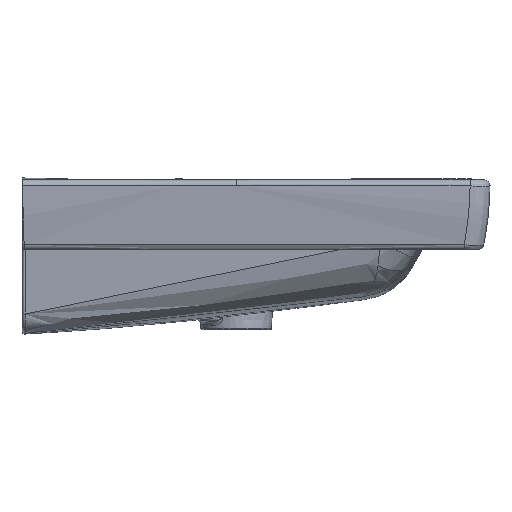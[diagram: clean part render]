
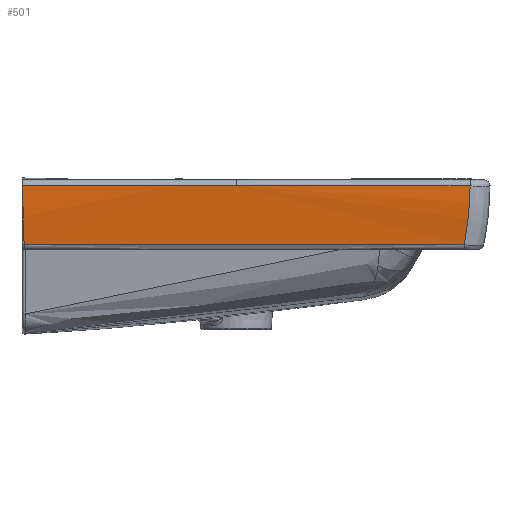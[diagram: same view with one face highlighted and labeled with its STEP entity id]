
A CAD part, left-side view. The second image highlights one B-rep face of the part: STEP entity #501.
In plain terms, the highlighted face is a extrusion surface.
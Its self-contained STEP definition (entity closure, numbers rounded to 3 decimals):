
#43=SURFACE_OF_LINEAR_EXTRUSION('',#2531,#169);
#169=VECTOR('',#2932,1.);
#377=(
BOUNDED_CURVE()
B_SPLINE_CURVE(3,(#9405,#9406,#9407,#9408),.UNSPECIFIED.,.F.,.F.)
B_SPLINE_CURVE_WITH_KNOTS((4,4),(0.,1.),.UNSPECIFIED.)
CURVE()
GEOMETRIC_REPRESENTATION_ITEM()
RATIONAL_B_SPLINE_CURVE((1.,1.,1.,1.))
REPRESENTATION_ITEM('')
);
#501=ADVANCED_FACE('',(#685),#43,.T.);
#685=FACE_OUTER_BOUND('',#846,.T.);
#846=EDGE_LOOP('',(#1464,#1465,#1466,#1467,#1468,#1469,#1470));
#1464=ORIENTED_EDGE('',*,*,#2249,.F.);
#1465=ORIENTED_EDGE('',*,*,#2246,.F.);
#1466=ORIENTED_EDGE('',*,*,#2253,.T.);
#1467=ORIENTED_EDGE('',*,*,#2254,.T.);
#1468=ORIENTED_EDGE('',*,*,#2255,.T.);
#1469=ORIENTED_EDGE('',*,*,#2250,.F.);
#1470=ORIENTED_EDGE('',*,*,#2209,.F.);
#1872=VERTEX_POINT('',#8096);
#1873=VERTEX_POINT('',#8101);
#1895=VERTEX_POINT('',#9306);
#1896=VERTEX_POINT('',#9310);
#1897=VERTEX_POINT('',#9409);
#1899=VERTEX_POINT('',#9441);
#1900=VERTEX_POINT('',#9446);
#2209=EDGE_CURVE('',#1872,#1873,#2499,.T.);
#2246=EDGE_CURVE('',#1896,#1895,#2526,.T.);
#2249=EDGE_CURVE('',#1895,#1872,#2527,.T.);
#2250=EDGE_CURVE('',#1873,#1897,#377,.T.);
#2253=EDGE_CURVE('',#1896,#1899,#2528,.T.);
#2254=EDGE_CURVE('',#1899,#1900,#2529,.T.);
#2255=EDGE_CURVE('',#1900,#1897,#2530,.T.);
#2499=B_SPLINE_CURVE_WITH_KNOTS('',3,(#8097,#8098,#8099,#8100),
 .UNSPECIFIED.,.F.,.F.,(4,4),(0.,1.),.UNSPECIFIED.);
#2526=B_SPLINE_CURVE_WITH_KNOTS('',3,(#9311,#9312,#9313,#9314),
 .UNSPECIFIED.,.F.,.F.,(4,4),(0.,1.),.UNSPECIFIED.);
#2527=B_SPLINE_CURVE_WITH_KNOTS('',3,(#9374,#9375,#9376,#9377,#9378,#9379,
#9380,#9381,#9382,#9383,#9384,#9385,#9386,#9387,#9388,#9389,#9390,#9391,
#9392),.UNSPECIFIED.,.F.,.F.,(4,2,2,2,2,2,2,1,2,4),(0.,0.25,0.375,0.5,0.625,
0.687,0.703,0.719,0.75,1.),
 .UNSPECIFIED.);
#2528=B_SPLINE_CURVE_WITH_KNOTS('',3,(#9437,#9438,#9439,#9440),
 .UNSPECIFIED.,.F.,.F.,(4,4),(0.,1.),.UNSPECIFIED.);
#2529=B_SPLINE_CURVE_WITH_KNOTS('',3,(#9442,#9443,#9444,#9445),
 .UNSPECIFIED.,.F.,.F.,(4,4),(0.,1.),.UNSPECIFIED.);
#2530=B_SPLINE_CURVE_WITH_KNOTS('',3,(#9447,#9448,#9449,#9450,#9451,#9452,
#9453,#9454,#9455,#9456,#9457,#9458,#9459,#9460,#9461,#9462,#9463,#9464,
#9465,#9466,#9467,#9468,#9469,#9470,#9471,#9472,#9473,#9474,#9475,#9476,
#9477,#9478,#9479,#9480,#9481,#9482,#9483,#9484,#9485,#9486,#9487,#9488,
#9489,#9490,#9491,#9492,#9493,#9494,#9495,#9496),.UNSPECIFIED.,.F.,.F.,
(4,1,1,1,1,1,1,2,2,1,1,1,1,1,1,2,2,1,1,1,1,1,1,2,2,1,1,1,2,2,1,1,1,1,1,
2,2,4),(0.,0.125,0.188,0.219,0.234,
0.242,0.246,0.248,0.25,0.313,
0.344,0.359,0.367,0.371,
0.373,0.374,0.375,0.438,
0.469,0.484,0.492,0.496,
0.498,0.499,0.5,0.563,
0.594,0.609,0.617,0.625,
0.688,0.719,0.734,0.742,
0.746,0.748,0.75,1.),.UNSPECIFIED.);
#2531=B_SPLINE_CURVE_WITH_KNOTS('',3,(#9497,#9498,#9499,#9500,#9501,#9502,
#9503,#9504),.UNSPECIFIED.,.F.,.F.,(4,2,2,4),(0.,0.094,0.922,
1.),.UNSPECIFIED.);
#2932=DIRECTION('',(0.,-1.,0.));
#8096=CARTESIAN_POINT('',(-299.934,215.,-6.627));
#8097=CARTESIAN_POINT('',(-299.934,215.,-6.627));
#8098=CARTESIAN_POINT('',(-299.937,215.,-6.444));
#8099=CARTESIAN_POINT('',(-299.939,215.,-6.261));
#8100=CARTESIAN_POINT('',(-299.942,215.,-6.078));
#8101=CARTESIAN_POINT('',(-299.942,215.,-6.078));
#9306=CARTESIAN_POINT('',(-293.838,212.91,-64.627));
#9310=CARTESIAN_POINT('',(-293.73,212.893,-65.171));
#9311=CARTESIAN_POINT('',(-293.73,212.89,-65.171));
#9312=CARTESIAN_POINT('',(-293.762,212.896,-65.01));
#9313=CARTESIAN_POINT('',(-293.811,212.905,-64.766));
#9314=CARTESIAN_POINT('',(-293.838,212.91,-64.627));
#9374=CARTESIAN_POINT('',(-293.838,212.91,-64.627));
#9375=CARTESIAN_POINT('',(-294.759,212.91,-59.959));
#9376=CARTESIAN_POINT('',(-295.576,212.973,-55.27));
#9377=CARTESIAN_POINT('',(-296.648,213.137,-48.213));
#9378=CARTESIAN_POINT('',(-296.979,213.204,-45.857));
#9379=CARTESIAN_POINT('',(-297.59,213.357,-41.138));
#9380=CARTESIAN_POINT('',(-297.881,213.449,-38.665));
#9381=CARTESIAN_POINT('',(-298.367,213.631,-34.124));
#9382=CARTESIAN_POINT('',(-298.573,213.725,-31.979));
#9383=CARTESIAN_POINT('',(-298.836,213.863,-28.949));
#9384=CARTESIAN_POINT('',(-298.917,213.909,-27.97));
#9385=CARTESIAN_POINT('',(-299.009,213.965,-26.787));
#9386=CARTESIAN_POINT('',(-299.023,213.974,-26.596));
#9387=CARTESIAN_POINT('',(-299.075,214.008,-25.909));
#9388=CARTESIAN_POINT('',(-299.152,214.058,-24.877));
#9389=CARTESIAN_POINT('',(-299.223,214.108,-23.845));
#9390=CARTESIAN_POINT('',(-299.631,214.414,-17.651));
#9391=CARTESIAN_POINT('',(-299.853,214.704,-12.139));
#9392=CARTESIAN_POINT('',(-299.934,215.,-6.627));
#9405=CARTESIAN_POINT('',(-299.942,215.,-6.078));
#9406=CARTESIAN_POINT('',(-299.942,143.333,-6.078));
#9407=CARTESIAN_POINT('',(-299.942,71.667,-6.078));
#9408=CARTESIAN_POINT('',(-299.942,0.,-6.078));
#9409=CARTESIAN_POINT('',(-299.942,0.,-6.078));
#9437=CARTESIAN_POINT('',(-293.73,212.895,-65.171));
#9438=CARTESIAN_POINT('',(-293.73,65.558,-65.171));
#9439=CARTESIAN_POINT('',(-293.73,-81.778,-65.171));
#9440=CARTESIAN_POINT('',(-293.73,-229.115,-65.171));
#9441=CARTESIAN_POINT('',(-293.73,-229.115,-65.171));
#9442=CARTESIAN_POINT('',(-293.73,-229.115,-65.171));
#9443=CARTESIAN_POINT('',(-297.609,-232.758,-45.675));
#9444=CARTESIAN_POINT('',(-299.683,-234.701,-25.866));
#9445=CARTESIAN_POINT('',(-299.942,-234.943,-6.078));
#9446=CARTESIAN_POINT('',(-299.942,-234.943,-6.078));
#9447=CARTESIAN_POINT('',(-299.942,-234.943,-6.078));
#9448=CARTESIAN_POINT('',(-299.942,-226.608,-6.08));
#9449=CARTESIAN_POINT('',(-299.942,-213.015,-6.083));
#9450=CARTESIAN_POINT('',(-299.942,-195.247,-6.084));
#9451=CARTESIAN_POINT('',(-299.942,-185.886,-6.084));
#9452=CARTESIAN_POINT('',(-299.942,-181.087,-6.084));
#9453=CARTESIAN_POINT('',(-299.942,-178.657,-6.084));
#9454=CARTESIAN_POINT('',(-299.942,-177.435,-6.084));
#9455=CARTESIAN_POINT('',(-299.942,-176.909,-6.084));
#9456=CARTESIAN_POINT('',(-299.942,-176.559,-6.084));
#9457=CARTESIAN_POINT('',(-299.942,-176.326,-6.084));
#9458=CARTESIAN_POINT('',(-299.942,-172.409,-6.084));
#9459=CARTESIAN_POINT('',(-299.942,-165.889,-6.083));
#9460=CARTESIAN_POINT('',(-299.942,-156.844,-6.083));
#9461=CARTESIAN_POINT('',(-299.942,-151.962,-6.082));
#9462=CARTESIAN_POINT('',(-299.942,-149.431,-6.082));
#9463=CARTESIAN_POINT('',(-299.942,-148.143,-6.082));
#9464=CARTESIAN_POINT('',(-299.942,-147.493,-6.082));
#9465=CARTESIAN_POINT('',(-299.942,-147.213,-6.082));
#9466=CARTESIAN_POINT('',(-299.942,-147.027,-6.082));
#9467=CARTESIAN_POINT('',(-299.942,-146.966,-6.082));
#9468=CARTESIAN_POINT('',(-299.942,-138.755,-6.081));
#9469=CARTESIAN_POINT('',(-299.942,-129.021,-6.08));
#9470=CARTESIAN_POINT('',(-299.942,-121.851,-6.08));
#9471=CARTESIAN_POINT('',(-299.942,-119.312,-6.079));
#9472=CARTESIAN_POINT('',(-299.942,-118.305,-6.079));
#9473=CARTESIAN_POINT('',(-299.942,-117.866,-6.079));
#9474=CARTESIAN_POINT('',(-299.942,-117.664,-6.079));
#9475=CARTESIAN_POINT('',(-299.942,-117.58,-6.079));
#9476=CARTESIAN_POINT('',(-299.942,-117.525,-6.079));
#9477=CARTESIAN_POINT('',(-299.942,-117.542,-6.079));
#9478=CARTESIAN_POINT('',(-299.942,-112.98,-6.079));
#9479=CARTESIAN_POINT('',(-299.942,-105.94,-6.079));
#9480=CARTESIAN_POINT('',(-299.942,-97.198,-6.078));
#9481=CARTESIAN_POINT('',(-299.942,-92.695,-6.078));
#9482=CARTESIAN_POINT('',(-299.942,-90.737,-6.078));
#9483=CARTESIAN_POINT('',(-299.942,-89.425,-6.078));
#9484=CARTESIAN_POINT('',(-299.942,-88.808,-6.078));
#9485=CARTESIAN_POINT('',(-299.942,-82.47,-6.078));
#9486=CARTESIAN_POINT('',(-299.942,-74.573,-6.078));
#9487=CARTESIAN_POINT('',(-299.942,-66.331,-6.078));
#9488=CARTESIAN_POINT('',(-299.942,-62.452,-6.078));
#9489=CARTESIAN_POINT('',(-299.942,-60.574,-6.078));
#9490=CARTESIAN_POINT('',(-299.942,-59.65,-6.078));
#9491=CARTESIAN_POINT('',(-299.942,-59.257,-6.078));
#9492=CARTESIAN_POINT('',(-299.942,-58.996,-6.078));
#9493=CARTESIAN_POINT('',(-299.942,-58.908,-6.078));
#9494=CARTESIAN_POINT('',(-299.942,-36.712,-6.078));
#9495=CARTESIAN_POINT('',(-299.942,-17.134,-6.078));
#9496=CARTESIAN_POINT('',(-299.942,0.,-6.078));
#9497=CARTESIAN_POINT('',(-299.968,215.,0.));
#9498=CARTESIAN_POINT('',(-299.977,215.,-2.209));
#9499=CARTESIAN_POINT('',(-299.967,215.,-4.418));
#9500=CARTESIAN_POINT('',(-299.647,215.,-26.091));
#9501=CARTESIAN_POINT('',(-297.604,215.,-45.529));
#9502=CARTESIAN_POINT('',(-293.484,215.,-66.421));
#9503=CARTESIAN_POINT('',(-293.115,215.,-68.212));
#9504=CARTESIAN_POINT('',(-292.734,215.,-70.));
